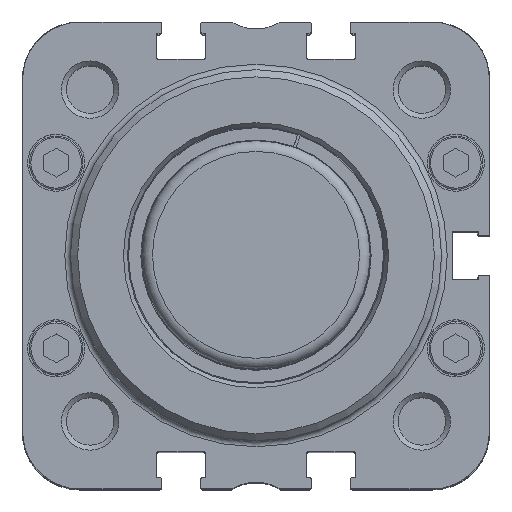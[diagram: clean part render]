
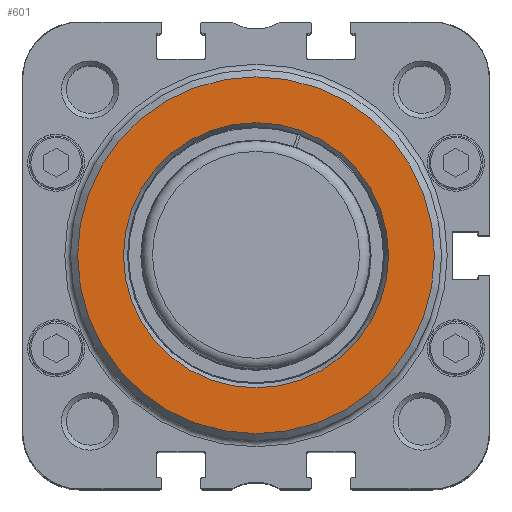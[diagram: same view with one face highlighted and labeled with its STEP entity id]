
A CAD part, top view. The second image highlights one B-rep face of the part: STEP entity #601.
In plain terms, the highlighted planar face has unit normal (0, 0, 1).
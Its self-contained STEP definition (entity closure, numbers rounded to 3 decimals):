
#601 = ADVANCED_FACE ( 'NONE', ( #7540, #7539 ), #8704, .F. ) ;
#1455 = EDGE_LOOP ( 'NONE', ( #3425 ) ) ;
#1478 = EDGE_LOOP ( 'NONE', ( #3164 ) ) ;
#3164 = ORIENTED_EDGE ( 'NONE', *, *, #19264, .F. ) ;
#3425 = ORIENTED_EDGE ( 'NONE', *, *, #19244, .F. ) ;
#7539 = FACE_BOUND ( 'NONE', #1478, .T. ) ;
#7540 = FACE_OUTER_BOUND ( 'NONE', #1455, .T. ) ;
#8703 = CARTESIAN_POINT ( 'NONE',  ( 0., 0., 99.3 ) ) ;
#8704 = PLANE ( 'NONE',  #18134 ) ;
#8705 = DIRECTION ( 'NONE',  ( 0., 0., -1. ) ) ;
#8706 = DIRECTION ( 'NONE',  ( 0.707, 0.707, 0. ) ) ;
#14058 = CIRCLE ( 'NONE', #18488, 25. ) ;
#14079 = CIRCLE ( 'NONE', #18508, 18.577 ) ;
#15147 = CARTESIAN_POINT ( 'NONE',  ( 0., 0., 99.3 ) ) ;
#15156 = DIRECTION ( 'NONE',  ( 0., 0., -1. ) ) ;
#15157 = DIRECTION ( 'NONE',  ( 1., 0., 0. ) ) ;
#15209 = CARTESIAN_POINT ( 'NONE',  ( 0., 0., 99.3 ) ) ;
#15215 = DIRECTION ( 'NONE',  ( 0., 0., 1. ) ) ;
#15216 = DIRECTION ( 'NONE',  ( -1., 0., 0. ) ) ;
#16991 = VERTEX_POINT ( 'NONE', #16992 ) ;
#16992 = CARTESIAN_POINT ( 'NONE',  ( 25., 0., 99.3 ) ) ;
#17031 = VERTEX_POINT ( 'NONE', #17032 ) ;
#17032 = CARTESIAN_POINT ( 'NONE',  ( -18.577, 0., 99.3 ) ) ;
#18134 = AXIS2_PLACEMENT_3D ( 'NONE', #8703, #8705, #8706 ) ;
#18488 = AXIS2_PLACEMENT_3D ( 'NONE', #15147, #15156, #15157 ) ;
#18508 = AXIS2_PLACEMENT_3D ( 'NONE', #15209, #15215, #15216 ) ;
#19244 = EDGE_CURVE ( 'NONE', #16991, #16991, #14058, .T. ) ;
#19264 = EDGE_CURVE ( 'NONE', #17031, #17031, #14079, .T. ) ;
